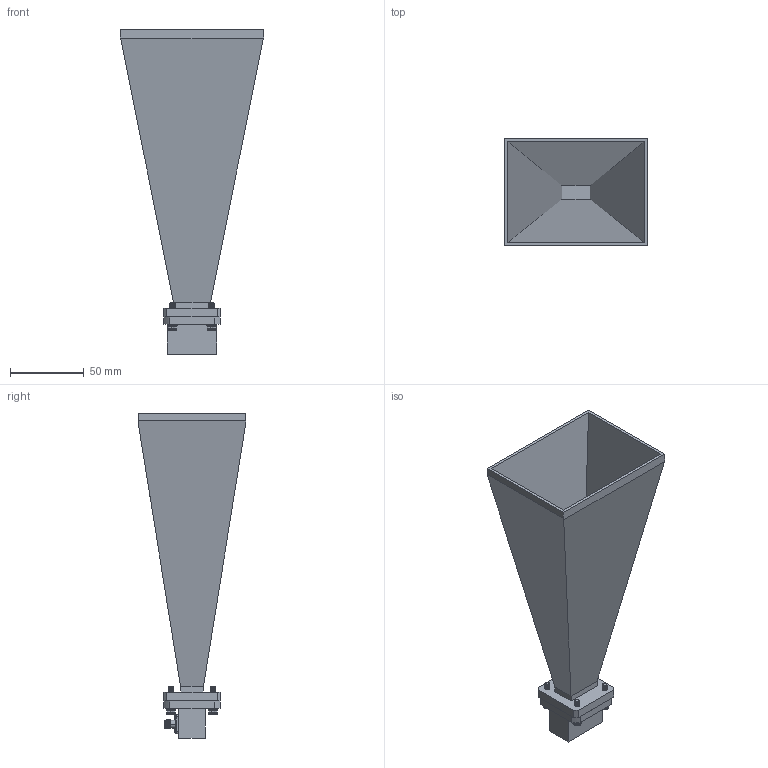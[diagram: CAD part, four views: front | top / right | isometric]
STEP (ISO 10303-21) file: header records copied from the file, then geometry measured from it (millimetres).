
FILE_DESCRIPTION (( 'STEP AP214' ), '1' );
FILE_NAME ('PEWAN075-20SF_3D.STEP', '2022-05-09T19:57:16', ( '' ), ( '' ), 'SwSTEP 2.0', 'SolidWorks 2021', '' );
FILE_SCHEMA (( 'AUTOMOTIVE_DESIGN' ));
Length unit declared in the file: inch
Products named in the file (5): PEWAN075-20; PEWCA1024; PEWAN075-20SF_3D; 6-LW; 6-32SH-HXx.625_92196A150
Assembly tree (10 placements, depth 2):
  PEWAN075-20SF_3D
    6-32SH-HXx.625_92196A150  x4
    6-LW  x4
    PEWCA1024
    PEWAN075-20
Bounding box: 97.27 x 73.19 x 220.41 mm (x, y, z)
Volume: 146686.1 mm3; surface area: 90359.1 mm2
Topology: 10 solids, 15 shells, 1483 faces, 3736 edges, 2307 vertices
Faces by surface type: plane 677, cylinder 449, cone 316, bspline 39, torus 2
Entity records: 29735 total; most frequent: CARTESIAN_POINT 13235, ORIENTED_EDGE 3098, DIRECTION 2353, EDGE_CURVE 1549, VERTEX_POINT 984, AXIS2_PLACEMENT_3D 878, EDGE_LOOP 647, FACE_OUTER_BOUND 601
